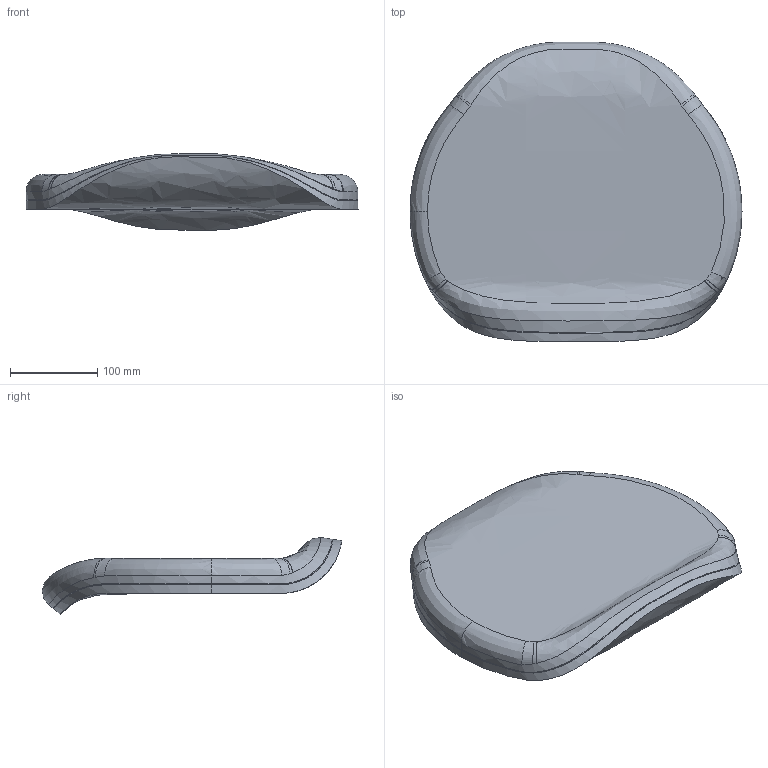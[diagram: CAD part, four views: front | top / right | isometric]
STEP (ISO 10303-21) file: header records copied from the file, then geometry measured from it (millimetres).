
FILE_DESCRIPTION(/* description */ (''),/* implementation_level */ '2;1');
FILE_NAME(/* name */ 'High Upholstered',/* time_stamp */ '2018-11-12T17:13:29+01:00',/* author */ (''),/* organization */ (''),/* preprocessor_version */ 'ST-DEVELOPER v15',/* originating_system */ '',/* authorisation */ '');
FILE_SCHEMA (('AUTOMOTIVE_DESIGN'));
Length unit declared in the file: millimetre
Products named in the file (1): Document
Bounding box: 379.85 x 342.76 x 87.78 mm (x, y, z)
Volume: 1095110.9 mm3; surface area: 467464.8 mm2
Topology: 1 solids, 2 shells, 27 faces, 71 edges, 43 vertices
Faces by surface type: bspline 27
Entity records: 25560 total; most frequent: CARTESIAN_POINT 25168, ORIENTED_EDGE 129, EDGE_CURVE 70, VERTEX_POINT 42, ADVANCED_FACE 27, FACE_OUTER_BOUND 27, EDGE_LOOP 27, B_SPLINE_CURVE_WITH_KNOTS 18
